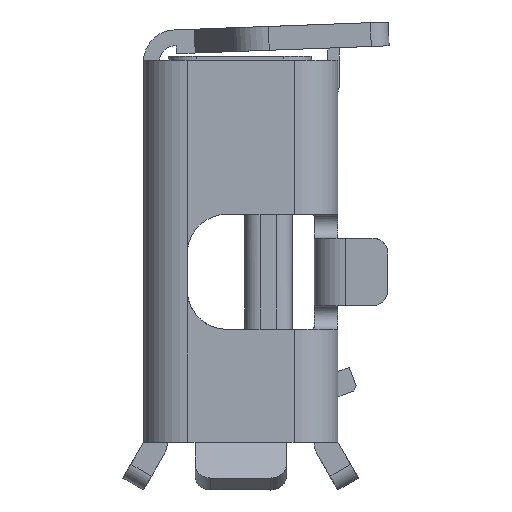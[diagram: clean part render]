
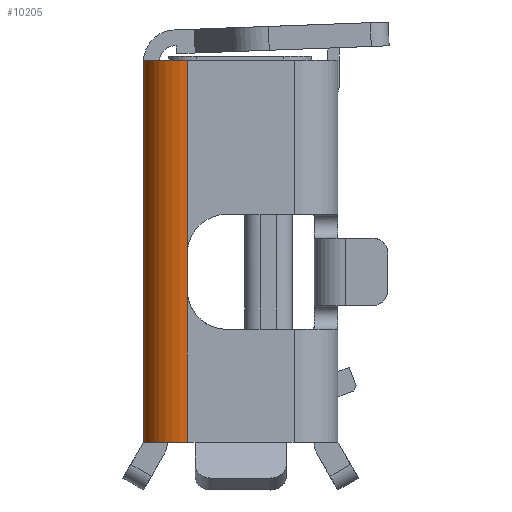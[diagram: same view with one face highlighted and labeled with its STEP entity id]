
A CAD part, left-side view. The second image highlights one B-rep face of the part: STEP entity #10205.
In plain terms, the highlighted cylindrical face has radius 0.55 mm (diameter 1.1 mm), a partial arc.
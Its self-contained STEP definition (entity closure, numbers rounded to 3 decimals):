
#524 = DIRECTION ( 'NONE',  ( 0., 0., 1. ) ) ;
#722 = CARTESIAN_POINT ( 'NONE',  ( -5.05, 1.6, -1.125 ) ) ;
#1106 = CARTESIAN_POINT ( 'NONE',  ( -4.5, 2.15, 1.317 ) ) ;
#1620 = CARTESIAN_POINT ( 'NONE',  ( -4.5, 2.15, -3.5 ) ) ;
#1884 = DIRECTION ( 'NONE',  ( 0., 0., 1. ) ) ;
#2011 = DIRECTION ( 'NONE',  ( 0., 0., 1. ) ) ;
#2066 = VERTEX_POINT ( 'NONE', #1106 ) ;
#2536 = EDGE_CURVE ( 'NONE', #16815, #4456, #15374, .T. ) ;
#2546 = ORIENTED_EDGE ( 'NONE', *, *, #5858, .T. ) ;
#2783 = CARTESIAN_POINT ( 'NONE',  ( -5.05, 1.6, -3.5 ) ) ;
#3015 = CIRCLE ( 'NONE', #14111, 0.55 ) ;
#3155 = VECTOR ( 'NONE', #1884, 1000. ) ;
#3237 = DIRECTION ( 'NONE',  ( -1., 0., 0. ) ) ;
#3439 = LINE ( 'NONE', #7172, #14200 ) ;
#3511 = CARTESIAN_POINT ( 'NONE',  ( -5.05, 1.6, -1.575 ) ) ;
#3798 = ORIENTED_EDGE ( 'NONE', *, *, #8452, .F. ) ;
#3867 = ORIENTED_EDGE ( 'NONE', *, *, #13630, .F. ) ;
#3888 = CARTESIAN_POINT ( 'NONE',  ( -5.05, 1.6, 1.317 ) ) ;
#4151 = VECTOR ( 'NONE', #13787, 1000. ) ;
#4456 = VERTEX_POINT ( 'NONE', #3888 ) ;
#5479 = EDGE_LOOP ( 'NONE', ( #15455, #2546, #14721, #3867, #3798, #8861 ) ) ;
#5858 = EDGE_CURVE ( 'NONE', #11959, #16815, #3439, .T. ) ;
#6065 = EDGE_CURVE ( 'NONE', #15709, #14559, #14217, .T. ) ;
#6279 = DIRECTION ( 'NONE',  ( 0., 0., 1. ) ) ;
#7172 = CARTESIAN_POINT ( 'NONE',  ( -5.05, 1.6, -1.11 ) ) ;
#8452 = EDGE_CURVE ( 'NONE', #15709, #2066, #17142, .T. ) ;
#8604 = DIRECTION ( 'NONE',  ( 0., 0., 1. ) ) ;
#8861 = ORIENTED_EDGE ( 'NONE', *, *, #6065, .T. ) ;
#8984 = CARTESIAN_POINT ( 'NONE',  ( -4.5, 1.6, 1.317 ) ) ;
#9235 = VECTOR ( 'NONE', #2011, 1000. ) ;
#10205 = ADVANCED_FACE ( 'NONE', ( #12168 ), #11712, .T. ) ;
#10349 = CARTESIAN_POINT ( 'NONE',  ( -5.05, 1.6, -3.552 ) ) ;
#10420 = DIRECTION ( 'NONE',  ( -1., 0., 0. ) ) ;
#10695 = AXIS2_PLACEMENT_3D ( 'NONE', #14682, #6279, #16096 ) ;
#11655 = DIRECTION ( 'NONE',  ( 0., 0., -1. ) ) ;
#11712 = CYLINDRICAL_SURFACE ( 'NONE', #12850, 0.55 ) ;
#11873 = CARTESIAN_POINT ( 'NONE',  ( -4.5, 2.15, -3.624 ) ) ;
#11959 = VERTEX_POINT ( 'NONE', #3511 ) ;
#12168 = FACE_OUTER_BOUND ( 'NONE', #5479, .T. ) ;
#12850 = AXIS2_PLACEMENT_3D ( 'NONE', #17262, #11655, #3237 ) ;
#13630 = EDGE_CURVE ( 'NONE', #2066, #4456, #3015, .T. ) ;
#13787 = DIRECTION ( 'NONE',  ( 0., 0., 1. ) ) ;
#13839 = CARTESIAN_POINT ( 'NONE',  ( -5.05, 1.6, -1.19 ) ) ;
#14111 = AXIS2_PLACEMENT_3D ( 'NONE', #8984, #524, #10420 ) ;
#14200 = VECTOR ( 'NONE', #8604, 1000. ) ;
#14217 = CIRCLE ( 'NONE', #10695, 0.55 ) ;
#14559 = VERTEX_POINT ( 'NONE', #2783 ) ;
#14682 = CARTESIAN_POINT ( 'NONE',  ( -4.5, 1.6, -3.5 ) ) ;
#14721 = ORIENTED_EDGE ( 'NONE', *, *, #2536, .T. ) ;
#15271 = EDGE_CURVE ( 'NONE', #14559, #11959, #17683, .T. ) ;
#15374 = LINE ( 'NONE', #13839, #4151 ) ;
#15455 = ORIENTED_EDGE ( 'NONE', *, *, #15271, .T. ) ;
#15709 = VERTEX_POINT ( 'NONE', #1620 ) ;
#16096 = DIRECTION ( 'NONE',  ( -1., 0., 0. ) ) ;
#16815 = VERTEX_POINT ( 'NONE', #722 ) ;
#17142 = LINE ( 'NONE', #11873, #9235 ) ;
#17262 = CARTESIAN_POINT ( 'NONE',  ( -4.5, 1.6, 1.446 ) ) ;
#17683 = LINE ( 'NONE', #10349, #3155 ) ;
